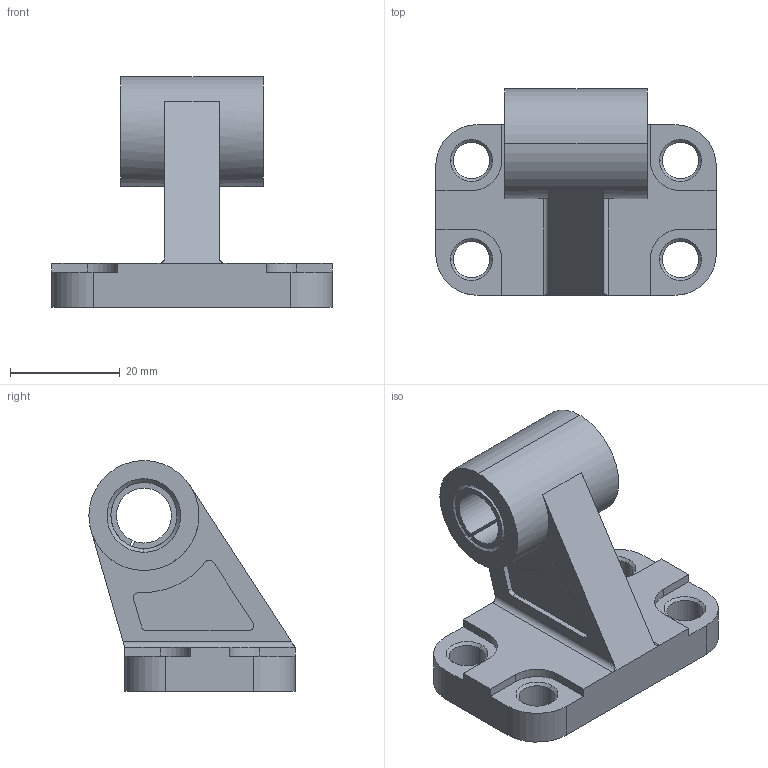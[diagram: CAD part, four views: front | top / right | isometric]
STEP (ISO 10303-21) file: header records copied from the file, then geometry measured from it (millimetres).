
FILE_DESCRIPTION (( 'STEP AP203' ), '1' );
FILE_NAME ('ARQ1032000.step', '2022-03-10T11:58:04', ( '' ), ( '' ), 'SwSTEP 2.0', 'SolidWorks 2021', '' );
FILE_SCHEMA (( 'CONFIG_CONTROL_DESIGN' ));
Length unit declared in the file: millimetre
Products named in the file (3): BC02810000; ARQ1032B00; ARQ1032000
Assembly tree (3 placements, depth 2):
  ARQ1032000
    ARQ1032B00
    BC02810000  x2
Bounding box: 51 x 37.5 x 42 mm (x, y, z)
Volume: 19793.7 mm3; surface area: 9916.9 mm2
Topology: 3 solids, 3 shells, 247 faces, 644 edges, 420 vertices
Faces by surface type: plane 116, bspline 58, cylinder 49, cone 22, torus 2
Entity records: 10555 total; most frequent: CARTESIAN_POINT 4681, ORIENTED_EDGE 1240, DIRECTION 982, EDGE_CURVE 620, VERTEX_POINT 404, VECTOR 388, LINE 388, AXIS2_PLACEMENT_3D 297
